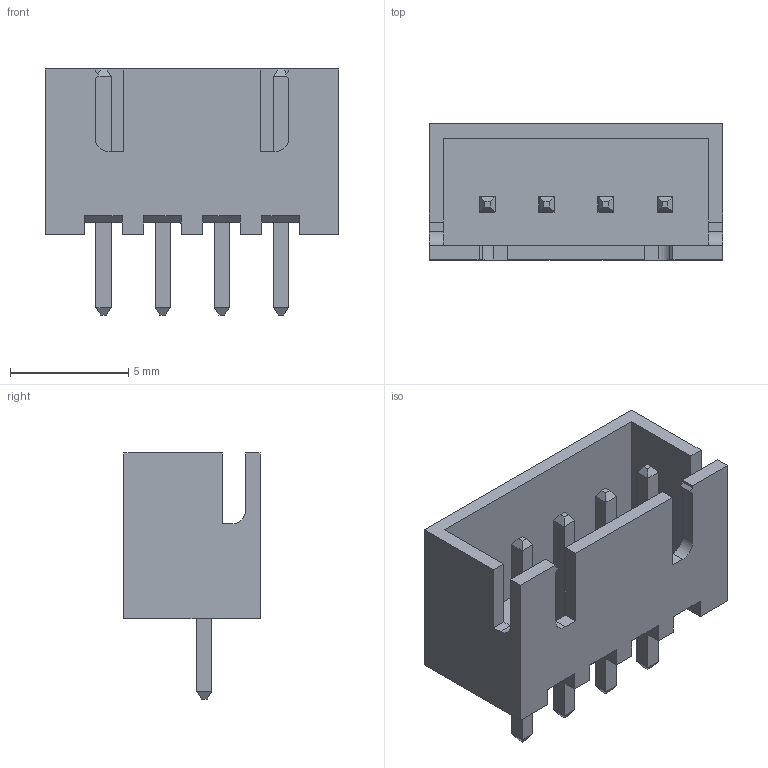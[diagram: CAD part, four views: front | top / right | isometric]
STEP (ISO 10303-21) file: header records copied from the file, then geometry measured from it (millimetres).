
FILE_DESCRIPTION(('FreeCAD Model'),'2;1');
FILE_NAME('Open CASCADE Shape Model','2024-01-27T16:08:05',(''),(''), 'Open CASCADE STEP processor 7.7','FreeCAD','Unknown');
FILE_SCHEMA(('AUTOMOTIVE_DESIGN { 1 0 10303 214 1 1 1 1 }'));
Length unit declared in the file: millimetre
Products named in the file (4): Part; Body; Array; Leg
Assembly tree (6 placements, depth 3):
  Part
    Body
    Array
      Leg  x4
Bounding box: 12.4 x 5.75 x 10.4 mm (x, y, z)
Volume: 206.6 mm3; surface area: 685.4 mm2
Topology: 5 solids, 5 shells, 132 faces, 332 edges, 209 vertices
Faces by surface type: plane 122, cylinder 9, sphere 1
Entity records: 2926 total; most frequent: CARTESIAN_POINT 505, ORIENTED_EDGE 494, DIRECTION 459, EDGE_CURVE 247, LINE 229, VECTOR 229, VERTEX_POINT 161, AXIS2_PLACEMENT_3D 115
